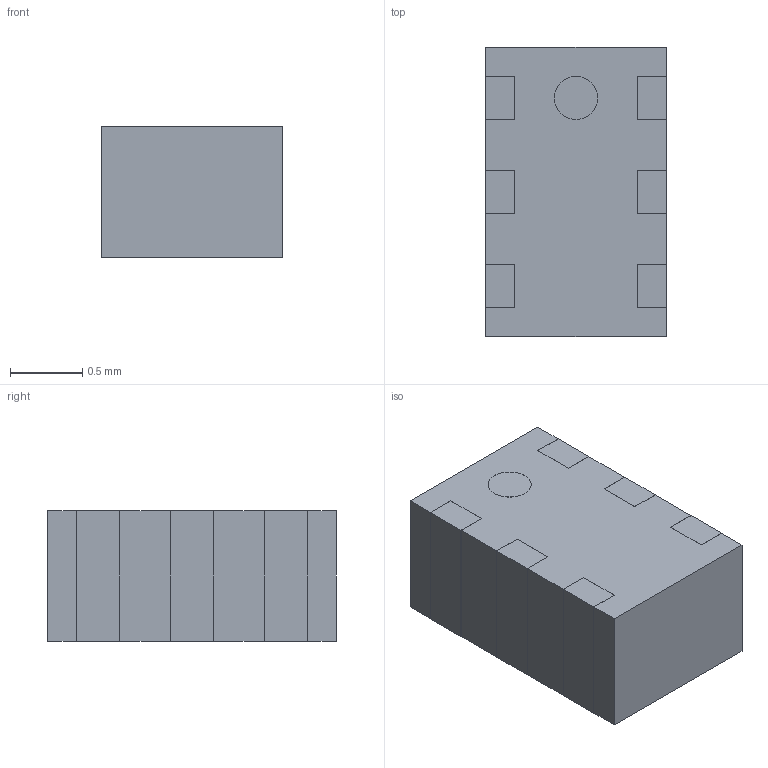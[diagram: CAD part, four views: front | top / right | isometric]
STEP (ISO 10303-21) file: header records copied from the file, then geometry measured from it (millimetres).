
FILE_DESCRIPTION(('STEP AP214'),'1');
FILE_NAME('Z_Wurth_WE-BAL-0805.step','2025-09-12T09:28:20',(' '),('ANSOFT Corporation'),'Spatial InterOp 3D',' ',' ');
FILE_SCHEMA(('AUTOMOTIVE_DESIGN { 1 0 10303 214 1 1 1 1 }'));
Length unit declared in the file: millimetre
Products named in the file (1): 7484212300
Bounding box: 1.25 x 2 x 0.9 mm (x, y, z)
Volume: 2.3 mm3; surface area: 18.6 mm2
Topology: 8 solids, 8 shells, 71 faces, 163 edges, 109 vertices
Faces by surface type: plane 69, cylinder 2
Full cylindrical faces by diameter (mm): 0.3 x2
Entity records: 2154 total; most frequent: CARTESIAN_POINT 347, DIRECTION 322, ORIENTED_EDGE 320, EDGE_CURVE 160, LINE 156, VECTOR 156, VERTEX_POINT 108, AXIS2_PLACEMENT_3D 83
